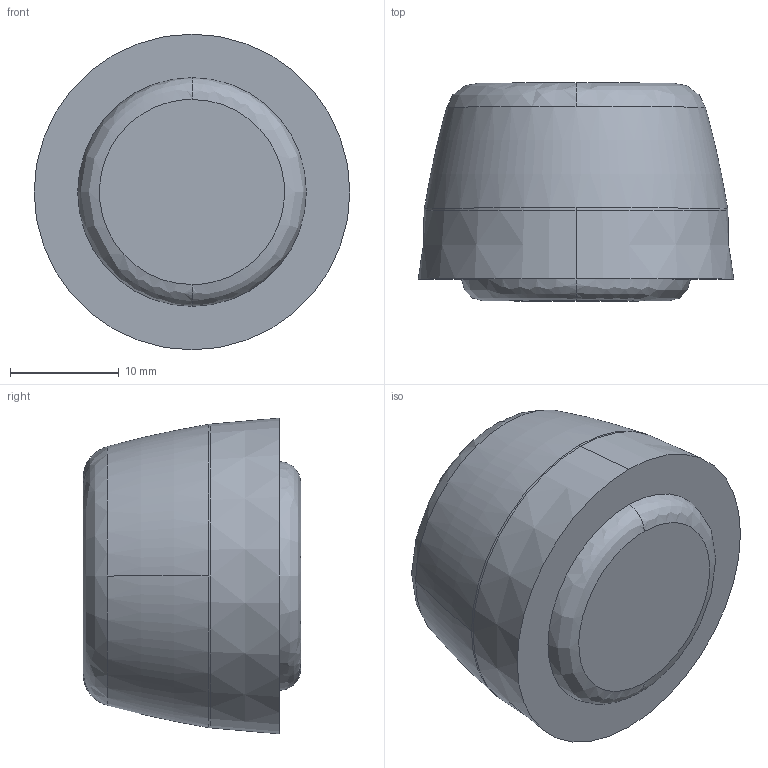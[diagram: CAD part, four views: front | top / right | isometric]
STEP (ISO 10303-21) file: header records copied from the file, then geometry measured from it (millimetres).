
FILE_DESCRIPTION (( 'STEP AP214' ), '1' );
FILE_NAME ('7410010', '2019-02-01T14:31:34', ( '' ), ('JUGARD+KÜNSTNER GmbH'), 'SwSTEP 2.0', 'SolidWorks 2017', '' );
FILE_SCHEMA (( 'AUTOMOTIVE_DESIGN' ));
Length unit declared in the file: millimetre
Products named in the file (1): 7410010_CNAJF00
Bounding box: 29 x 20 x 29 mm (x, y, z)
Volume: 11026.8 mm3; surface area: 3407.3 mm2
Topology: 1 solids, 1 shells, 18 faces, 38 edges, 24 vertices
Faces by surface type: bspline 6, plane 4, cylinder 4, cone 2, torus 2
Entity records: 598 total; most frequent: CARTESIAN_POINT 183, DIRECTION 88, ORIENTED_EDGE 76, AXIS2_PLACEMENT_3D 41, EDGE_CURVE 38, CIRCLE 28, VERTEX_POINT 24, EDGE_LOOP 20
